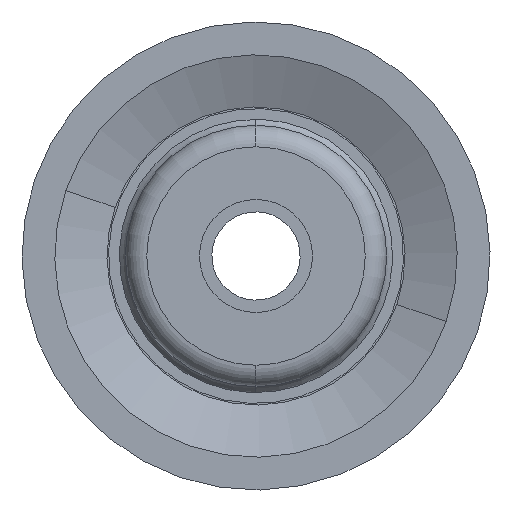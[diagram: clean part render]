
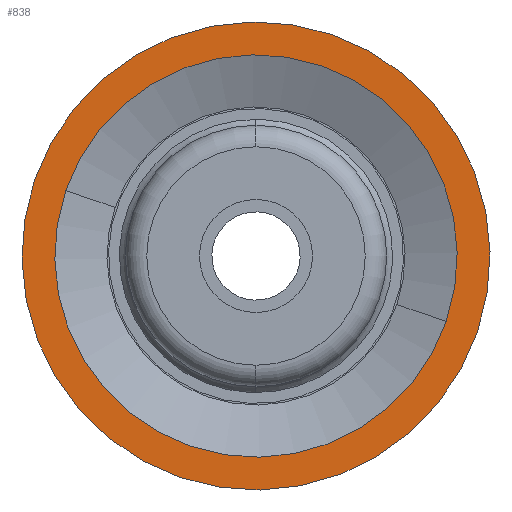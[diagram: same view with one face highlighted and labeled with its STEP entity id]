
A CAD part, left-side view. The second image highlights one B-rep face of the part: STEP entity #838.
In plain terms, the highlighted planar face has unit normal (-1, 0, 0).
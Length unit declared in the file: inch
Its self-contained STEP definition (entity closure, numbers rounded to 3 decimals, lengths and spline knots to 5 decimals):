
#16 = DIRECTION ( 'NONE',  ( 0., -0.945, -0.326 ) ) ;
#20 = DIRECTION ( 'NONE',  ( 1., 0., 0. ) ) ;
#21 = CARTESIAN_POINT ( 'NONE',  ( -0.81592, 0., 0. ) ) ;
#27 = DIRECTION ( 'NONE',  ( 0., -0.945, -0.326 ) ) ;
#28 = DIRECTION ( 'NONE',  ( 1., 0., 0. ) ) ;
#29 = CARTESIAN_POINT ( 'NONE',  ( -0.81592, 0., 0. ) ) ;
#128 = DIRECTION ( 'NONE',  ( 0., -0.945, -0.326 ) ) ;
#129 = DIRECTION ( 'NONE',  ( 1., 0., 0. ) ) ;
#135 = CARTESIAN_POINT ( 'NONE',  ( -0.81592, 0., 0. ) ) ;
#431 = DIRECTION ( 'NONE',  ( 0., -0.945, -0.326 ) ) ;
#432 = DIRECTION ( 'NONE',  ( 1., 0., 0. ) ) ;
#433 = CARTESIAN_POINT ( 'NONE',  ( -0.81592, 0., 0. ) ) ;
#838 = ADVANCED_FACE ( 'NONE', ( #1165, #1211 ), #1718, .F. ) ;
#1153 = CIRCLE ( 'NONE', #3999, 0.2175 ) ;
#1165 = FACE_OUTER_BOUND ( 'NONE', #4222, .T. ) ;
#1166 = CIRCLE ( 'NONE', #4063, 0.187 ) ;
#1176 = CIRCLE ( 'NONE', #4067, 0.2175 ) ;
#1211 = FACE_BOUND ( 'NONE', #4309, .T. ) ;
#1216 = CIRCLE ( 'NONE', #4029, 0.187 ) ;
#1715 = DIRECTION ( 'NONE',  ( 0., -0.945, -0.326 ) ) ;
#1716 = DIRECTION ( 'NONE',  ( 1., 0., 0. ) ) ;
#1718 = PLANE ( 'NONE',  #3945 ) ;
#1723 = CARTESIAN_POINT ( 'NONE',  ( -0.81592, 0.0609, -0.1768 ) ) ;
#3003 = ORIENTED_EDGE ( 'NONE', *, *, #3836, .T. ) ;
#3138 = ORIENTED_EDGE ( 'NONE', *, *, #3922, .F. ) ;
#3177 = ORIENTED_EDGE ( 'NONE', *, *, #3924, .T. ) ;
#3312 = ORIENTED_EDGE ( 'NONE', *, *, #3777, .F. ) ;
#3374 = CARTESIAN_POINT ( 'NONE',  ( -0.81592, 0.20564, 0.07084 ) ) ;
#3463 = CARTESIAN_POINT ( 'NONE',  ( -0.81592, -0.1768, -0.0609 ) ) ;
#3490 = CARTESIAN_POINT ( 'NONE',  ( -0.81592, 0.1768, 0.0609 ) ) ;
#3620 = CARTESIAN_POINT ( 'NONE',  ( -0.81592, -0.20564, -0.07084 ) ) ;
#3777 = EDGE_CURVE ( 'NONE', #4387, #4283, #1153, .T. ) ;
#3836 = EDGE_CURVE ( 'NONE', #4360, #4285, #1216, .T. ) ;
#3922 = EDGE_CURVE ( 'NONE', #4283, #4387, #1176, .T. ) ;
#3924 = EDGE_CURVE ( 'NONE', #4285, #4360, #1166, .T. ) ;
#3945 = AXIS2_PLACEMENT_3D ( 'NONE', #1723, #1716, #1715 ) ;
#3999 = AXIS2_PLACEMENT_3D ( 'NONE', #135, #129, #128 ) ;
#4029 = AXIS2_PLACEMENT_3D ( 'NONE', #433, #432, #431 ) ;
#4063 = AXIS2_PLACEMENT_3D ( 'NONE', #21, #20, #16 ) ;
#4067 = AXIS2_PLACEMENT_3D ( 'NONE', #29, #28, #27 ) ;
#4222 = EDGE_LOOP ( 'NONE', ( #3312, #3138 ) ) ;
#4283 = VERTEX_POINT ( 'NONE', #3374 ) ;
#4285 = VERTEX_POINT ( 'NONE', #3463 ) ;
#4309 = EDGE_LOOP ( 'NONE', ( #3177, #3003 ) ) ;
#4360 = VERTEX_POINT ( 'NONE', #3490 ) ;
#4387 = VERTEX_POINT ( 'NONE', #3620 ) ;
